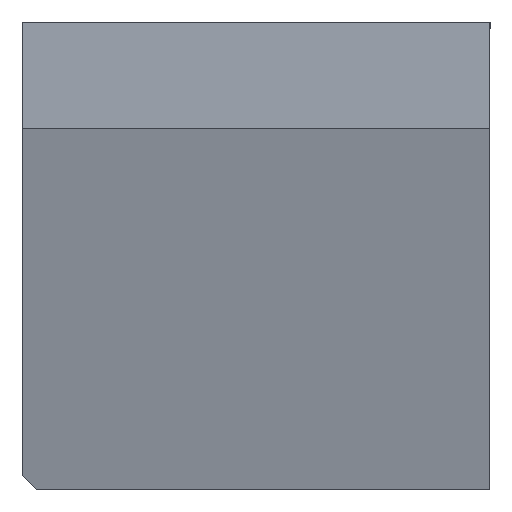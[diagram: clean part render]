
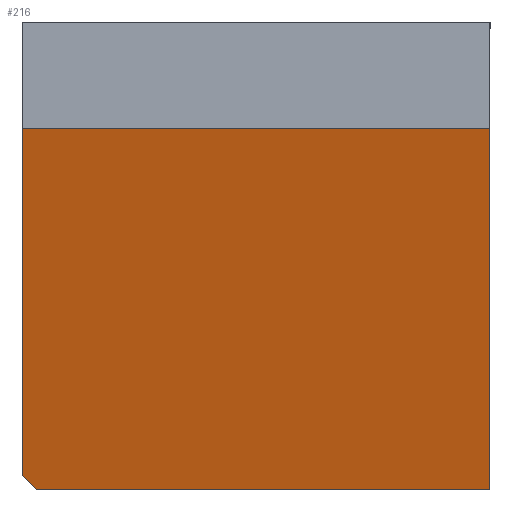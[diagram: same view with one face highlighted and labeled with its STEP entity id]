
A CAD part, left-side view. The second image highlights one B-rep face of the part: STEP entity #216.
In plain terms, the highlighted planar face has unit normal (-0.943, 0.334, 0).
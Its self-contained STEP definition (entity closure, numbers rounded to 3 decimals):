
#216=ADVANCED_FACE('NONE',(#520),#521,.F.);
#520=FACE_OUTER_BOUND('',#909,.T.);
#521=PLANE('',#910);
#909=EDGE_LOOP('',(#1693,#1694,#1695,#1696,#1697));
#910=AXIS2_PLACEMENT_3D('',#1698,#1699,#1700);
#1693=ORIENTED_EDGE('',*,*,#2702,.T.);
#1694=ORIENTED_EDGE('',*,*,#2796,.T.);
#1695=ORIENTED_EDGE('',*,*,#2797,.T.);
#1696=ORIENTED_EDGE('',*,*,#2692,.F.);
#1697=ORIENTED_EDGE('',*,*,#2798,.T.);
#1698=CARTESIAN_POINT('',(-17.556,-49.5,99.0));
#1699=DIRECTION('',(0.942,-0.334,0.0));
#1700=DIRECTION('',(0.0,0.0,-1.0));
#2692=EDGE_CURVE('NONE',#3373,#3375,#3376,.T.);
#2702=EDGE_CURVE('NONE',#3391,#3389,#3392,.T.);
#2796=EDGE_CURVE('NONE',#3389,#3548,#3549,.T.);
#2797=EDGE_CURVE('NONE',#3548,#3375,#3550,.T.);
#2798=EDGE_CURVE('NONE',#3373,#3391,#3551,.T.);
#3373=VERTEX_POINT('NONE',#4333);
#3375=VERTEX_POINT('NONE',#4336);
#3376=LINE('',#4337,#4338);
#3389=VERTEX_POINT('NONE',#4357);
#3391=VERTEX_POINT('NONE',#4360);
#3392=LINE('',#4361,#4362);
#3548=VERTEX_POINT('NONE',#4610);
#3549=LINE('',#4611,#4612);
#3550=LINE('',#4613,#4614);
#3551=LINE('',#4615,#4616);
#4333=CARTESIAN_POINT('',(-17.556,-49.5,76.5));
#4336=CARTESIAN_POINT('',(-17.556,-49.5,0.0));
#4337=CARTESIAN_POINT('',(-17.556,-49.5,99.0));
#4338=VECTOR('',#5046,1000.0);
#4357=CARTESIAN_POINT('',(17.556,49.5,3.));
#4360=CARTESIAN_POINT('',(17.556,49.5,76.5));
#4361=CARTESIAN_POINT('',(17.556,49.5,99.0));
#4362=VECTOR('',#5054,1000.0);
#4610=CARTESIAN_POINT('',(16.492,46.5,0.0));
#4611=CARTESIAN_POINT('',(17.556,49.5,3.0));
#4612=VECTOR('',#5147,1000.0);
#4613=CARTESIAN_POINT('',(-17.556,-49.5,0.0));
#4614=VECTOR('',#5148,1000.0);
#4615=CARTESIAN_POINT('',(-17.556,-49.5,76.5));
#4616=VECTOR('',#5149,1000.0);
#5046=DIRECTION('',(-0.0,-0.0,-1.0));
#5054=DIRECTION('',(-0.0,-0.0,-1.0));
#5147=DIRECTION('',(-0.243,-0.686,-0.686));
#5148=DIRECTION('',(-0.334,-0.942,-0.0));
#5149=DIRECTION('',(0.334,0.942,0.0));
